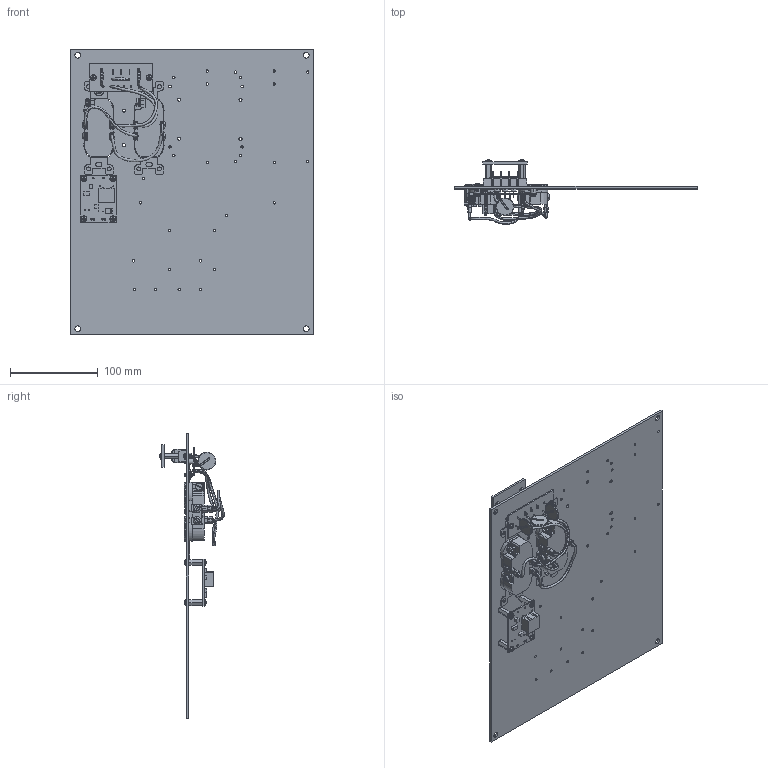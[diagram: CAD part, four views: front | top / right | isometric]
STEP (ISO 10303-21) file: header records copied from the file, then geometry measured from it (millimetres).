
FILE_DESCRIPTION (( 'STEP AP214' ), '1' );
FILE_NAME ('NB14-RP10FS.STEP', '2013-08-06T17:53:09', ( 'L-Com' ), ( 'L-Com Global Connectivity' ), 'SwSTEP 2.0', 'SolidWorks 2012', '' );
FILE_SCHEMA (( 'AUTOMOTIVE_DESIGN' ));
Length unit declared in the file: inch
Products named in the file (18): HYP282_3D; XLBL-F704-UL_With Actual Text; 1AW05-083_With Actual Text; 1AW05-082_With Actual Text; XFW-0004; 3D-Route Pattern_outlet wires; XFN-0022; X-ASSY-HYP285-1; XERZ-V20D241; X-PCB-HYP285; XF797-02; XFS-0017; XMH-0010; XFN-0013; XCTB-0002; XCT-0010; XF451-01; NB14-RP10FS
Assembly tree (48 placements, depth 3):
  NB14-RP10FS
    XF451-01
    XCT-0010  x6
    XCTB-0002
    XFN-0013  x6
    XMH-0010  x2
    XFS-0017  x17
    XF797-02
    X-ASSY-HYP285-1
      X-PCB-HYP285
      XERZ-V20D241  x3
    XFN-0022  x2
    3D-Route Pattern_outlet wires
    XFW-0004  x2
    1AW05-082_With Actual Text
    1AW05-083_With Actual Text
    XLBL-F704-UL_With Actual Text
    HYP282_3D
Bounding box: 275.59 x 73.29 x 323.85 mm (x, y, z)
Volume: 329364.6 mm3; surface area: 241068.1 mm2
Topology: 50 solids, 50 shells, 3946 faces, 9679 edges, 5956 vertices
Faces by surface type: plane 1584, cone 974, cylinder 768, bspline 318, torus 277, sphere 25
Entity records: 92140 total; most frequent: CARTESIAN_POINT 29276, ORIENTED_EDGE 9576, DIRECTION 8437, EDGE_CURVE 4788, VERTEX_POINT 3089, LINE 2901, VECTOR 2901, AXIS2_PLACEMENT_3D 2768
